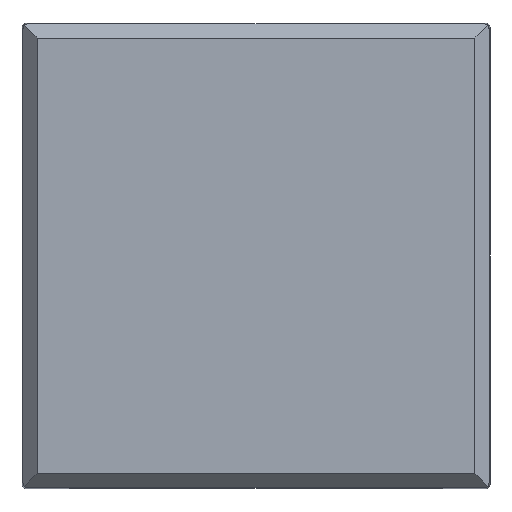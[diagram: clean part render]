
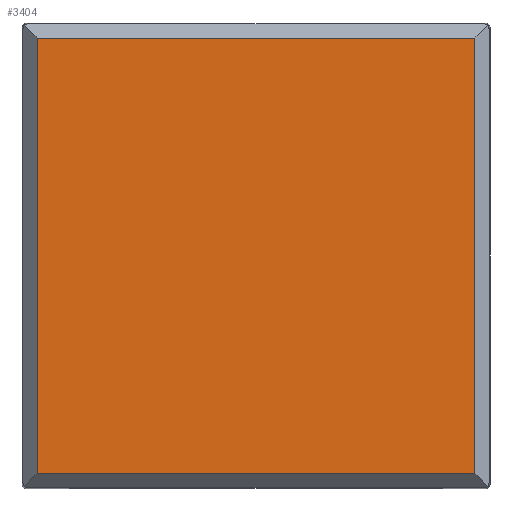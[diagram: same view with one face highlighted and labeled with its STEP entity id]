
A CAD part, top view. The second image highlights one B-rep face of the part: STEP entity #3404.
In plain terms, the highlighted face is planar.
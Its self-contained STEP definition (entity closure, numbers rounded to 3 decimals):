
#384=FACE_OUTER_BOUND('',#601,.T.);
#601=EDGE_LOOP('',(#2616,#2617,#2618,#2619));
#1018=LINE('',#5352,#1362);
#1019=LINE('',#5354,#1363);
#1020=LINE('',#5356,#1364);
#1021=LINE('',#5357,#1365);
#1362=VECTOR('',#4244,93.518);
#1363=VECTOR('',#4245,94.018);
#1364=VECTOR('',#4246,93.518);
#1365=VECTOR('',#4247,94.018);
#1664=VERTEX_POINT('',#5350);
#1665=VERTEX_POINT('',#5351);
#1666=VERTEX_POINT('',#5353);
#1667=VERTEX_POINT('',#5355);
#2043=EDGE_CURVE('',#1664,#1665,#1018,.T.);
#2044=EDGE_CURVE('',#1666,#1664,#1019,.T.);
#2045=EDGE_CURVE('',#1667,#1666,#1020,.T.);
#2046=EDGE_CURVE('',#1665,#1667,#1021,.T.);
#2616=ORIENTED_EDGE('',*,*,#2043,.F.);
#2617=ORIENTED_EDGE('',*,*,#2044,.F.);
#2618=ORIENTED_EDGE('',*,*,#2045,.F.);
#2619=ORIENTED_EDGE('',*,*,#2046,.F.);
#3244=PLANE('',#3628);
#3404=ADVANCED_FACE('',(#384),#3244,.F.);
#3628=AXIS2_PLACEMENT_3D('',#5349,#4242,#4243);
#4242=DIRECTION('center_axis',(0.,0.,1.));
#4243=DIRECTION('ref_axis',(1.,0.,0.));
#4244=DIRECTION('',(0.,1.,0.));
#4245=DIRECTION('',(1.,0.,0.));
#4246=DIRECTION('',(0.,-1.,0.));
#4247=DIRECTION('',(-1.,0.,0.));
#5349=CARTESIAN_POINT('Origin',(0.,0.,-27.6));
#5350=CARTESIAN_POINT('',(47.009,-46.759,-27.6));
#5351=CARTESIAN_POINT('',(47.009,46.759,-27.6));
#5352=CARTESIAN_POINT('',(47.009,-25.,-27.6));
#5353=CARTESIAN_POINT('',(-47.009,-46.759,-27.6));
#5354=CARTESIAN_POINT('',(-25.125,-46.759,-27.6));
#5355=CARTESIAN_POINT('',(-47.009,46.759,-27.6));
#5356=CARTESIAN_POINT('',(-47.009,25.,-27.6));
#5357=CARTESIAN_POINT('',(25.125,46.759,-27.6));
